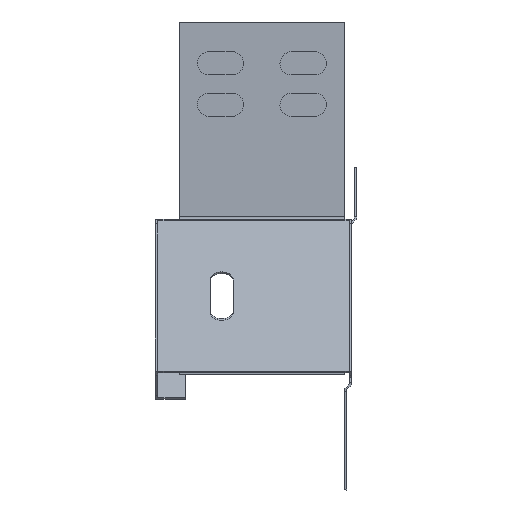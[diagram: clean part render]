
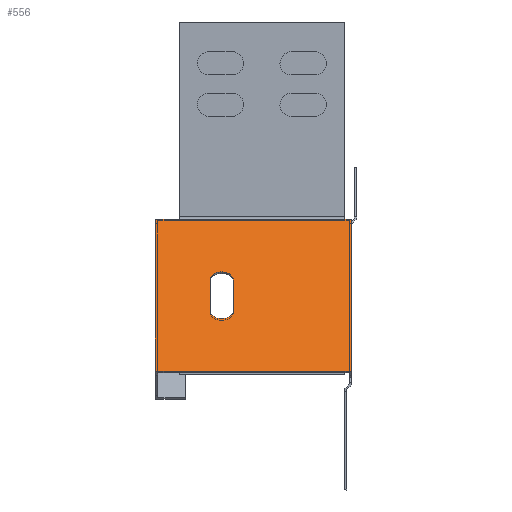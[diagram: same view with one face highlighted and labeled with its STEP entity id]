
A CAD part, left-side view. The second image highlights one B-rep face of the part: STEP entity #556.
In plain terms, the highlighted planar face has unit normal (-0.707, 0, 0.707).
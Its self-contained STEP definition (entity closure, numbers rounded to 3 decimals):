
#104 = DIRECTION ( 'NONE',  ( 0.707, 0., 0.707 ) ) ;
#180 = AXIS2_PLACEMENT_3D ( 'NONE', #882, #1758, #3940 ) ;
#542 = AXIS2_PLACEMENT_3D ( 'NONE', #7976, #4416, #6975 ) ;
#556 = ADVANCED_FACE ( 'NONE', ( #3810, #3755 ), #6005, .F. ) ;
#770 = AXIS2_PLACEMENT_3D ( 'NONE', #6043, #3900, #8373 ) ;
#834 = EDGE_CURVE ( 'NONE', #9115, #8610, #2994, .T. ) ;
#882 = CARTESIAN_POINT ( 'NONE',  ( -276.986, 38.644, -43.668 ) ) ;
#1100 = VERTEX_POINT ( 'NONE', #1460 ) ;
#1143 = DIRECTION ( 'NONE',  ( 0.707, 0., -0.707 ) ) ;
#1220 = CARTESIAN_POINT ( 'NONE',  ( -267.794, 38.644, -34.476 ) ) ;
#1234 = VERTEX_POINT ( 'NONE', #8884 ) ;
#1460 = CARTESIAN_POINT ( 'NONE',  ( -249.409, 57., -16.091 ) ) ;
#1589 = ORIENTED_EDGE ( 'NONE', *, *, #4688, .F. ) ;
#1591 = AXIS2_PLACEMENT_3D ( 'NONE', #1220, #1143, #2252 ) ;
#1632 = DIRECTION ( 'NONE',  ( 0., 1., 0. ) ) ;
#1636 = CARTESIAN_POINT ( 'NONE',  ( -249.409, 0., -16.091 ) ) ;
#1758 = DIRECTION ( 'NONE',  ( 0.707, 0., -0.707 ) ) ;
#1824 = ORIENTED_EDGE ( 'NONE', *, *, #4675, .F. ) ;
#2033 = VERTEX_POINT ( 'NONE', #2093 ) ;
#2093 = CARTESIAN_POINT ( 'NONE',  ( -267.794, 35.144, -34.476 ) ) ;
#2252 = DIRECTION ( 'NONE',  ( 0.5, 0.707, 0.5 ) ) ;
#2406 = CARTESIAN_POINT ( 'NONE',  ( -295.371, 0., -62.053 ) ) ;
#2492 = CARTESIAN_POINT ( 'NONE',  ( -276.986, 42.144, -43.668 ) ) ;
#2988 = CARTESIAN_POINT ( 'NONE',  ( -267.794, 42.144, -34.476 ) ) ;
#2994 = LINE ( 'NONE', #4968, #3006 ) ;
#3006 = VECTOR ( 'NONE', #104, 1000. ) ;
#3146 = CARTESIAN_POINT ( 'NONE',  ( -249.409, 0., -16.091 ) ) ;
#3212 = VECTOR ( 'NONE', #4745, 1000. ) ;
#3215 = CARTESIAN_POINT ( 'NONE',  ( -249.409, -0.7, -16.091 ) ) ;
#3238 = VECTOR ( 'NONE', #8304, 1000. ) ;
#3256 = VECTOR ( 'NONE', #6196, 1000. ) ;
#3271 = LINE ( 'NONE', #6942, #3238 ) ;
#3277 = VECTOR ( 'NONE', #7029, 1000. ) ;
#3293 = LINE ( 'NONE', #7395, #3277 ) ;
#3303 = VECTOR ( 'NONE', #8152, 1000. ) ;
#3308 = LINE ( 'NONE', #8733, #3256 ) ;
#3317 = VECTOR ( 'NONE', #8900, 1000. ) ;
#3331 = LINE ( 'NONE', #8271, #3303 ) ;
#3339 = VECTOR ( 'NONE', #9310, 1000. ) ;
#3350 = LINE ( 'NONE', #5314, #3212 ) ;
#3360 = VECTOR ( 'NONE', #6738, 1000. ) ;
#3368 = LINE ( 'NONE', #6638, #3339 ) ;
#3403 = LINE ( 'NONE', #7447, #3317 ) ;
#3418 = LINE ( 'NONE', #6124, #3360 ) ;
#3489 = LINE ( 'NONE', #2492, #3523 ) ;
#3523 = VECTOR ( 'NONE', #8061, 1000. ) ;
#3568 = CIRCLE ( 'NONE', #180, 3.5 ) ;
#3595 = CIRCLE ( 'NONE', #770, 3.5 ) ;
#3627 = VERTEX_POINT ( 'NONE', #5283 ) ;
#3629 = VECTOR ( 'NONE', #1632, 1000. ) ;
#3640 = LINE ( 'NONE', #3146, #3629 ) ;
#3690 = VECTOR ( 'NONE', #7360, 1000. ) ;
#3752 = CARTESIAN_POINT ( 'NONE',  ( -295.371, 1., -62.053 ) ) ;
#3755 = FACE_OUTER_BOUND ( 'NONE', #6882, .T. ) ;
#3764 = VECTOR ( 'NONE', #8631, 1000. ) ;
#3810 = FACE_BOUND ( 'NONE', #8826, .T. ) ;
#3846 = ORIENTED_EDGE ( 'NONE', *, *, #4573, .T. ) ;
#3900 = DIRECTION ( 'NONE',  ( 0.707, 0., -0.707 ) ) ;
#3915 = CARTESIAN_POINT ( 'NONE',  ( -249.409, 1.5, -16.091 ) ) ;
#3940 = DIRECTION ( 'NONE',  ( 0.5, 0.707, 0.5 ) ) ;
#3953 = LINE ( 'NONE', #2406, #3690 ) ;
#3974 = VECTOR ( 'NONE', #5887, 1000. ) ;
#4052 = LINE ( 'NONE', #1636, #3764 ) ;
#4074 = LINE ( 'NONE', #5859, #3974 ) ;
#4319 = EDGE_CURVE ( 'NONE', #5819, #9115, #4074, .T. ) ;
#4355 = EDGE_CURVE ( 'NONE', #6342, #8610, #4052, .T. ) ;
#4390 = EDGE_CURVE ( 'NONE', #6782, #8734, #3953, .T. ) ;
#4416 = DIRECTION ( 'NONE',  ( 0.707, 0., -0.707 ) ) ;
#4420 = EDGE_CURVE ( 'NONE', #1234, #1100, #3640, .T. ) ;
#4474 = EDGE_CURVE ( 'NONE', #8359, #8144, #3595, .T. ) ;
#4515 = EDGE_CURVE ( 'NONE', #8012, #8359, #3489, .T. ) ;
#4573 = EDGE_CURVE ( 'NONE', #8083, #8012, #3568, .T. ) ;
#4603 = EDGE_CURVE ( 'NONE', #2033, #8083, #3418, .T. ) ;
#4605 = EDGE_CURVE ( 'NONE', #8129, #5819, #3368, .T. ) ;
#4614 = EDGE_CURVE ( 'NONE', #6342, #4931, #3403, .T. ) ;
#4618 = EDGE_CURVE ( 'NONE', #1234, #4931, #3331, .T. ) ;
#4638 = EDGE_CURVE ( 'NONE', #1100, #8743, #3293, .T. ) ;
#4658 = EDGE_CURVE ( 'NONE', #3627, #8743, #3308, .T. ) ;
#4675 = EDGE_CURVE ( 'NONE', #6782, #3627, #3271, .T. ) ;
#4688 = EDGE_CURVE ( 'NONE', #8129, #8734, #3350, .T. ) ;
#4745 = DIRECTION ( 'NONE',  ( 0., 1., 0. ) ) ;
#4931 = VERTEX_POINT ( 'NONE', #3915 ) ;
#4959 = CARTESIAN_POINT ( 'NONE',  ( -249.409, 1., -16.091 ) ) ;
#4968 = CARTESIAN_POINT ( 'NONE',  ( -116.659, -0.7, 116.659 ) ) ;
#5107 = CARTESIAN_POINT ( 'NONE',  ( -295.371, -0.7, -62.053 ) ) ;
#5140 = ORIENTED_EDGE ( 'NONE', *, *, #4319, .T. ) ;
#5283 = CARTESIAN_POINT ( 'NONE',  ( -295.371, 58.7, -62.053 ) ) ;
#5314 = CARTESIAN_POINT ( 'NONE',  ( -295.371, 1.5, -62.053 ) ) ;
#5480 = CARTESIAN_POINT ( 'NONE',  ( -276.986, 42.144, -43.668 ) ) ;
#5643 = CARTESIAN_POINT ( 'NONE',  ( -295.371, 51.5, -62.053 ) ) ;
#5685 = ORIENTED_EDGE ( 'NONE', *, *, #4420, .T. ) ;
#5819 = VERTEX_POINT ( 'NONE', #3752 ) ;
#5859 = CARTESIAN_POINT ( 'NONE',  ( -295.371, 1., -62.053 ) ) ;
#5887 = DIRECTION ( 'NONE',  ( 0., -1., 0. ) ) ;
#5927 = ORIENTED_EDGE ( 'NONE', *, *, #4658, .F. ) ;
#6005 = PLANE ( 'NONE',  #542 ) ;
#6043 = CARTESIAN_POINT ( 'NONE',  ( -267.794, 38.644, -34.476 ) ) ;
#6124 = CARTESIAN_POINT ( 'NONE',  ( -276.986, 35.144, -43.668 ) ) ;
#6196 = DIRECTION ( 'NONE',  ( 0.707, 0., 0.707 ) ) ;
#6257 = CARTESIAN_POINT ( 'NONE',  ( -249.409, 58.7, -16.091 ) ) ;
#6279 = ORIENTED_EDGE ( 'NONE', *, *, #4603, .T. ) ;
#6342 = VERTEX_POINT ( 'NONE', #4959 ) ;
#6569 = ORIENTED_EDGE ( 'NONE', *, *, #4515, .T. ) ;
#6608 = ORIENTED_EDGE ( 'NONE', *, *, #4390, .T. ) ;
#6638 = CARTESIAN_POINT ( 'NONE',  ( -295.371, 0., -62.053 ) ) ;
#6677 = ORIENTED_EDGE ( 'NONE', *, *, #4605, .T. ) ;
#6684 = ORIENTED_EDGE ( 'NONE', *, *, #834, .T. ) ;
#6738 = DIRECTION ( 'NONE',  ( -0.707, 0., -0.707 ) ) ;
#6782 = VERTEX_POINT ( 'NONE', #7132 ) ;
#6836 = CARTESIAN_POINT ( 'NONE',  ( -276.986, 35.144, -43.668 ) ) ;
#6882 = EDGE_LOOP ( 'NONE', ( #6677, #5140, #6684, #7229, #6970, #7234, #5685, #6884, #5927, #1824, #6608, #1589 ) ) ;
#6884 = ORIENTED_EDGE ( 'NONE', *, *, #4638, .T. ) ;
#6907 = CIRCLE ( 'NONE', #1591, 3.5 ) ;
#6942 = CARTESIAN_POINT ( 'NONE',  ( -295.371, 0., -62.053 ) ) ;
#6970 = ORIENTED_EDGE ( 'NONE', *, *, #4614, .T. ) ;
#6975 = DIRECTION ( 'NONE',  ( -0.707, 0., -0.707 ) ) ;
#7029 = DIRECTION ( 'NONE',  ( 0., 1., 0. ) ) ;
#7132 = CARTESIAN_POINT ( 'NONE',  ( -295.371, 57., -62.053 ) ) ;
#7159 = CARTESIAN_POINT ( 'NONE',  ( -295.371, 1.5, -62.053 ) ) ;
#7229 = ORIENTED_EDGE ( 'NONE', *, *, #4355, .F. ) ;
#7234 = ORIENTED_EDGE ( 'NONE', *, *, #4618, .F. ) ;
#7360 = DIRECTION ( 'NONE',  ( 0., -1., 0. ) ) ;
#7395 = CARTESIAN_POINT ( 'NONE',  ( -249.409, 57., -16.091 ) ) ;
#7438 = ORIENTED_EDGE ( 'NONE', *, *, #4474, .T. ) ;
#7447 = CARTESIAN_POINT ( 'NONE',  ( -249.409, 0., -16.091 ) ) ;
#7708 = CARTESIAN_POINT ( 'NONE',  ( -266.044, 41.119, -32.726 ) ) ;
#7905 = EDGE_CURVE ( 'NONE', #8144, #2033, #6907, .T. ) ;
#7976 = CARTESIAN_POINT ( 'NONE',  ( -116.659, 0., 116.659 ) ) ;
#8012 = VERTEX_POINT ( 'NONE', #5480 ) ;
#8061 = DIRECTION ( 'NONE',  ( 0.707, 0., 0.707 ) ) ;
#8083 = VERTEX_POINT ( 'NONE', #6836 ) ;
#8129 = VERTEX_POINT ( 'NONE', #7159 ) ;
#8144 = VERTEX_POINT ( 'NONE', #7708 ) ;
#8152 = DIRECTION ( 'NONE',  ( 0., -1., 0. ) ) ;
#8271 = CARTESIAN_POINT ( 'NONE',  ( -249.409, 51.5, -16.091 ) ) ;
#8304 = DIRECTION ( 'NONE',  ( 0., 1., 0. ) ) ;
#8359 = VERTEX_POINT ( 'NONE', #2988 ) ;
#8373 = DIRECTION ( 'NONE',  ( 0.5, 0.707, 0.5 ) ) ;
#8610 = VERTEX_POINT ( 'NONE', #3215 ) ;
#8626 = ORIENTED_EDGE ( 'NONE', *, *, #7905, .T. ) ;
#8631 = DIRECTION ( 'NONE',  ( 0., -1., 0. ) ) ;
#8733 = CARTESIAN_POINT ( 'NONE',  ( -116.659, 58.7, 116.659 ) ) ;
#8734 = VERTEX_POINT ( 'NONE', #5643 ) ;
#8743 = VERTEX_POINT ( 'NONE', #6257 ) ;
#8826 = EDGE_LOOP ( 'NONE', ( #6279, #3846, #6569, #7438, #8626 ) ) ;
#8884 = CARTESIAN_POINT ( 'NONE',  ( -249.409, 51.5, -16.091 ) ) ;
#8900 = DIRECTION ( 'NONE',  ( 0., 1., 0. ) ) ;
#9115 = VERTEX_POINT ( 'NONE', #5107 ) ;
#9310 = DIRECTION ( 'NONE',  ( 0., -1., 0. ) ) ;
